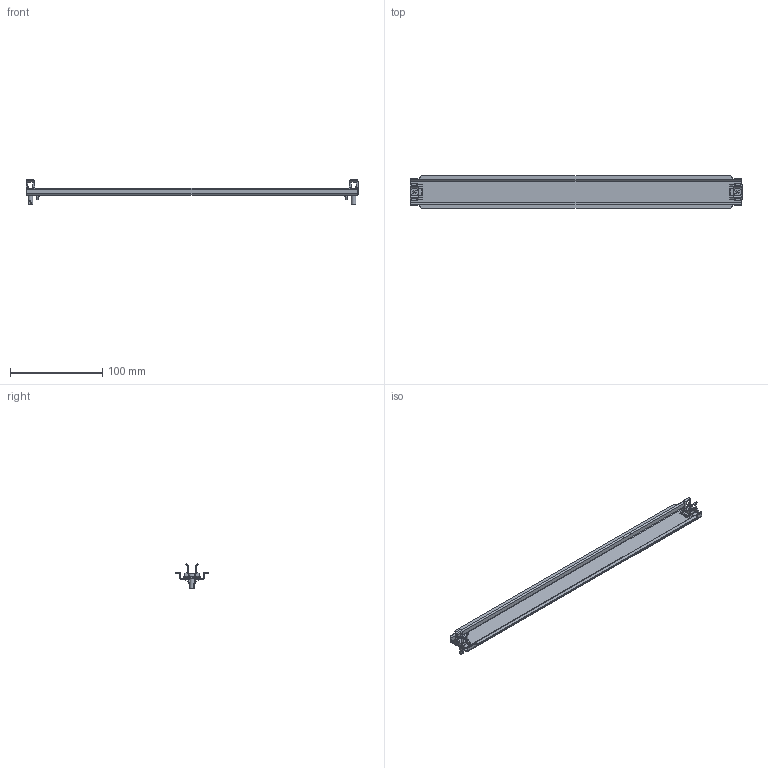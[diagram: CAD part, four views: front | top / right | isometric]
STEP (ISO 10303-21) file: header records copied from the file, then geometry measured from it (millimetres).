
FILE_DESCRIPTION( ( 'STEP AP214' ), '1' );
FILE_NAME( 'cl4.stp', '2021-07-06T08:51:39', ( 'License CC BY-ND 4.0' ), ( 'CADENAS' ), ' ', 'PARTsolutions', ' ' );
FILE_SCHEMA( ( 'AUTOMOTIVE_DESIGN { 1 0 10303 214 1 1 1 1 }' ) );
Length unit declared in the file: millimetre
Products named in the file (1): _038556_P
Bounding box: 359.5 x 35 x 26.5 mm (x, y, z)
Volume: 18039.4 mm3; surface area: 36266.8 mm2
Topology: 1 solids, 2 shells, 396 faces, 1152 edges, 756 vertices
Faces by surface type: plane 246, cylinder 147, cone 3
Full cylindrical faces by diameter (mm): 4.8 x3
Entity records: 16478 total; most frequent: CARTESIAN_POINT 2703, ORIENTED_EDGE 2284, DIRECTION 2164, EDGE_CURVE 1142, LINE 782, VECTOR 782, VERTEX_POINT 752, AXIS2_PLACEMENT_3D 691
